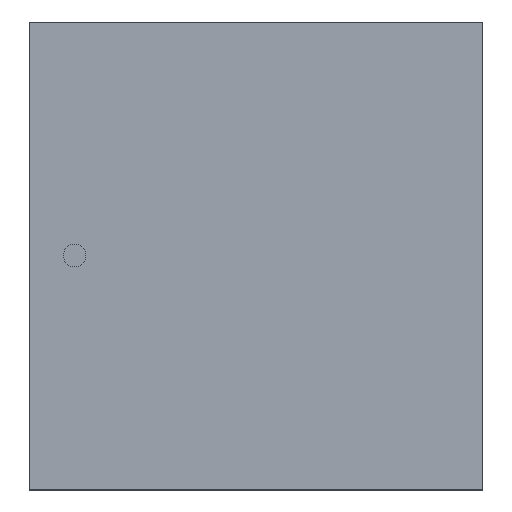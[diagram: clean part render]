
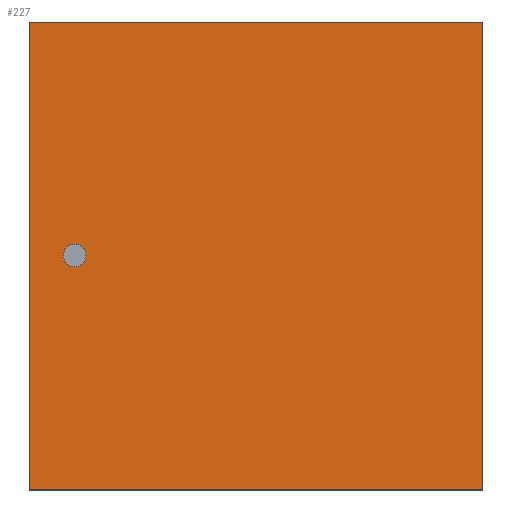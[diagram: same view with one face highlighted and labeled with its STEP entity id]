
A CAD part, top view. The second image highlights one B-rep face of the part: STEP entity #227.
In plain terms, the highlighted planar face has unit normal (0, 0, 1).
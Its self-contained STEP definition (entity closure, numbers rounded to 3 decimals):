
#13 = ORIENTED_EDGE ( 'NONE', *, *, #64, .T. ) ;
#16 = PLANE ( 'NONE',  #464 ) ;
#32 = CARTESIAN_POINT ( 'NONE',  ( -3.302, -3.404, 5.994 ) ) ;
#58 = FACE_OUTER_BOUND ( 'NONE', #519, .T. ) ;
#64 = EDGE_CURVE ( 'NONE', #471, #70, #176, .T. ) ;
#70 = VERTEX_POINT ( 'NONE', #129 ) ;
#92 = VERTEX_POINT ( 'NONE', #581 ) ;
#129 = CARTESIAN_POINT ( 'NONE',  ( 3.302, 3.404, 5.994 ) ) ;
#136 = LINE ( 'NONE', #344, #154 ) ;
#139 = VECTOR ( 'NONE', #429, 1000. ) ;
#154 = VECTOR ( 'NONE', #287, 1000. ) ;
#176 = LINE ( 'NONE', #325, #139 ) ;
#219 = DIRECTION ( 'NONE',  ( 0., 0., 1. ) ) ;
#227 = ADVANCED_FACE ( 'NONE', ( #58 ), #16, .T. ) ;
#232 = EDGE_CURVE ( 'NONE', #266, #92, #462, .T. ) ;
#255 = CARTESIAN_POINT ( 'NONE',  ( -3.302, 3.404, 5.994 ) ) ;
#258 = CARTESIAN_POINT ( 'NONE',  ( -3.302, 3.404, 5.994 ) ) ;
#264 = DIRECTION ( 'NONE',  ( 0., -1., 0. ) ) ;
#266 = VERTEX_POINT ( 'NONE', #255 ) ;
#287 = DIRECTION ( 'NONE',  ( -1., 0., 0. ) ) ;
#299 = ORIENTED_EDGE ( 'NONE', *, *, #232, .T. ) ;
#317 = EDGE_CURVE ( 'NONE', #92, #471, #469, .T. ) ;
#325 = CARTESIAN_POINT ( 'NONE',  ( 3.302, -3.404, 5.994 ) ) ;
#344 = CARTESIAN_POINT ( 'NONE',  ( 3.302, 3.404, 5.994 ) ) ;
#368 = VECTOR ( 'NONE', #264, 1000. ) ;
#429 = DIRECTION ( 'NONE',  ( 0., 1., 0. ) ) ;
#454 = CARTESIAN_POINT ( 'NONE',  ( -3.302, -3.404, 5.994 ) ) ;
#462 = LINE ( 'NONE', #258, #368 ) ;
#464 = AXIS2_PLACEMENT_3D ( 'NONE', #454, #219, #511 ) ;
#469 = LINE ( 'NONE', #32, #612 ) ;
#471 = VERTEX_POINT ( 'NONE', #538 ) ;
#472 = DIRECTION ( 'NONE',  ( 1., 0., 0. ) ) ;
#507 = EDGE_CURVE ( 'NONE', #70, #266, #136, .T. ) ;
#511 = DIRECTION ( 'NONE',  ( 1., 0., 0. ) ) ;
#519 = EDGE_LOOP ( 'NONE', ( #537, #13, #540, #299 ) ) ;
#537 = ORIENTED_EDGE ( 'NONE', *, *, #317, .T. ) ;
#538 = CARTESIAN_POINT ( 'NONE',  ( 3.302, -3.404, 5.994 ) ) ;
#540 = ORIENTED_EDGE ( 'NONE', *, *, #507, .T. ) ;
#581 = CARTESIAN_POINT ( 'NONE',  ( -3.302, -3.404, 5.994 ) ) ;
#612 = VECTOR ( 'NONE', #472, 1000. ) ;
